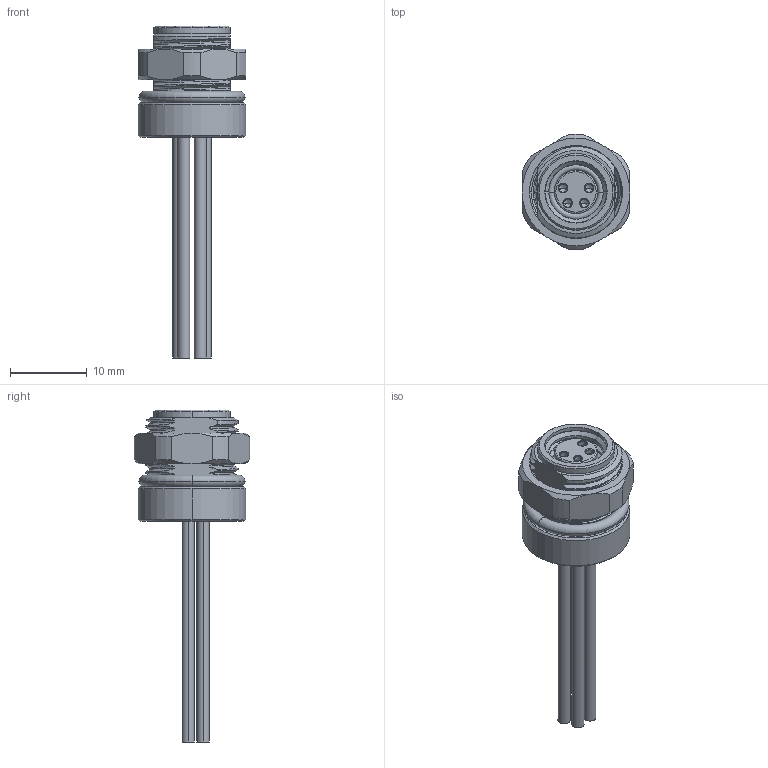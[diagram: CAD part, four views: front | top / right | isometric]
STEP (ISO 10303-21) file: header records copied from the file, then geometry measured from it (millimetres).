
FILE_DESCRIPTION((''),'2;1');
FILE_NAME('4P-K1444B__4','2025-09-18T',('gongcheng16'),(''),'PRO/ENGINEER BY PARAMETRIC TECHNOLOGY CORPORATION, 2010280','PRO/ENGINEER BY PARAMETRIC TECHNOLOGY CORPORATION, 2010280','');
FILE_SCHEMA(('CONFIG_CONTROL_DESIGN'));
Length unit declared in the file: millimetre
Products named in the file (1): 4P-K1444B__4
Bounding box: 14 x 14.98 x 43.2 mm (x, y, z)
Volume: 253.2 mm3; surface area: 3705.1 mm2
Topology: 1 solids, 14 shells, 496 faces, 1205 edges, 749 vertices
Faces by surface type: cylinder 171, plane 139, cone 97, bspline 59, torus 30
Entity records: 29206 total; most frequent: CARTESIAN_POINT 17914, ORIENTED_EDGE 2378, DIRECTION 2266, EDGE_CURVE 1189, AXIS2_PLACEMENT_3D 897, VERTEX_POINT 749, EDGE_LOOP 548, FACE_OUTER_BOUND 496
